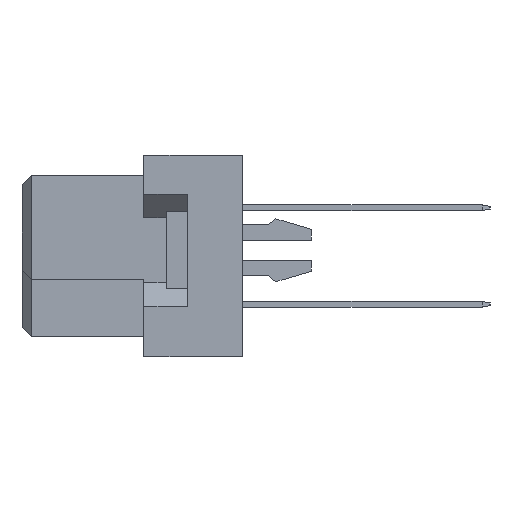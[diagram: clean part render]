
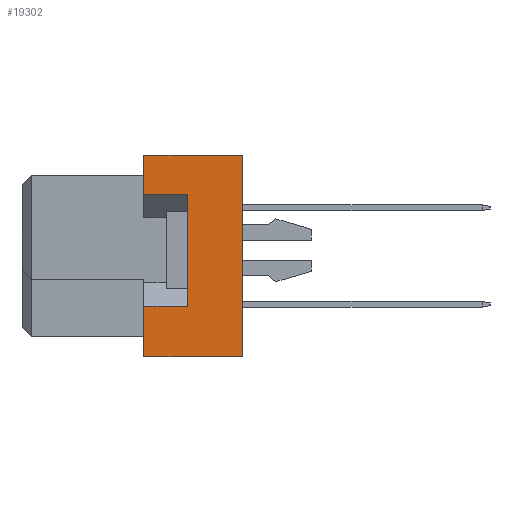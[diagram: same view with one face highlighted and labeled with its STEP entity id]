
A CAD part, left-side view. The second image highlights one B-rep face of the part: STEP entity #19302.
In plain terms, the highlighted planar face has unit normal (-1, 0, 0).
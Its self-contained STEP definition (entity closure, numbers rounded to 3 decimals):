
#716 = LINE ( 'NONE', #34501, #38971 ) ;
#1461 = LINE ( 'NONE', #26655, #35373 ) ;
#1569 = CARTESIAN_POINT ( 'NONE',  ( -47.5, -8.7, 3.25 ) ) ;
#2739 = EDGE_CURVE ( 'NONE', #36037, #37445, #17465, .T. ) ;
#3185 = EDGE_LOOP ( 'NONE', ( #8701, #40226, #38586, #19472, #34725, #34714, #4520, #4036 ) ) ;
#4036 = ORIENTED_EDGE ( 'NONE', *, *, #19297, .F. ) ;
#4520 = ORIENTED_EDGE ( 'NONE', *, *, #27033, .F. ) ;
#5651 = AXIS2_PLACEMENT_3D ( 'NONE', #6262, #18753, #31240 ) ;
#6262 = CARTESIAN_POINT ( 'NONE',  ( -47.5, -11.6, 5.3 ) ) ;
#6780 = EDGE_CURVE ( 'NONE', #13507, #9057, #38942, .T. ) ;
#6854 = DIRECTION ( 'NONE',  ( 0., 1., 0. ) ) ;
#8625 = EDGE_CURVE ( 'NONE', #13507, #36037, #31985, .T. ) ;
#8701 = ORIENTED_EDGE ( 'NONE', *, *, #34728, .T. ) ;
#8846 = VECTOR ( 'NONE', #13790, 1000. ) ;
#9057 = VERTEX_POINT ( 'NONE', #16937 ) ;
#11134 = CARTESIAN_POINT ( 'NONE',  ( -47.5, -6.4, -5.3 ) ) ;
#11567 = LINE ( 'NONE', #32835, #19063 ) ;
#13507 = VERTEX_POINT ( 'NONE', #18249 ) ;
#13790 = DIRECTION ( 'NONE',  ( 0., 0., 1. ) ) ;
#14076 = VERTEX_POINT ( 'NONE', #32050 ) ;
#14427 = DIRECTION ( 'NONE',  ( 0., 1., 0. ) ) ;
#16475 = LINE ( 'NONE', #28749, #37734 ) ;
#16834 = CARTESIAN_POINT ( 'NONE',  ( -47.5, -6.4, 5.3 ) ) ;
#16912 = VERTEX_POINT ( 'NONE', #16834 ) ;
#16937 = CARTESIAN_POINT ( 'NONE',  ( -47.5, -11.6, 5.3 ) ) ;
#17115 = CARTESIAN_POINT ( 'NONE',  ( -47.5, -6.4, -5.3 ) ) ;
#17465 = LINE ( 'NONE', #11134, #36673 ) ;
#18249 = CARTESIAN_POINT ( 'NONE',  ( -47.5, -11.6, -5.3 ) ) ;
#18753 = DIRECTION ( 'NONE',  ( -1., 0., 0. ) ) ;
#18950 = DIRECTION ( 'NONE',  ( 0., 0., 1. ) ) ;
#19063 = VECTOR ( 'NONE', #14427, 1000. ) ;
#19297 = EDGE_CURVE ( 'NONE', #14076, #35546, #716, .T. ) ;
#19302 = ADVANCED_FACE ( 'NONE', ( #34302 ), #37569, .T. ) ;
#19304 = DIRECTION ( 'NONE',  ( 0., 1., 0. ) ) ;
#19472 = ORIENTED_EDGE ( 'NONE', *, *, #6780, .T. ) ;
#19925 = VECTOR ( 'NONE', #36141, 1000. ) ;
#26055 = CARTESIAN_POINT ( 'NONE',  ( -47.5, -6.4, -5.3 ) ) ;
#26069 = CARTESIAN_POINT ( 'NONE',  ( -47.5, -11.6, 5.3 ) ) ;
#26655 = CARTESIAN_POINT ( 'NONE',  ( -47.5, -11.6, 5.3 ) ) ;
#27033 = EDGE_CURVE ( 'NONE', #35546, #37893, #16475, .T. ) ;
#28749 = CARTESIAN_POINT ( 'NONE',  ( -47.5, -8.7, 3.25 ) ) ;
#28793 = CARTESIAN_POINT ( 'NONE',  ( -47.5, -6.4, 3.25 ) ) ;
#29746 = DIRECTION ( 'NONE',  ( 0., 0., 1. ) ) ;
#31240 = DIRECTION ( 'NONE',  ( 0., 0., 1. ) ) ;
#31985 = LINE ( 'NONE', #37508, #33021 ) ;
#32050 = CARTESIAN_POINT ( 'NONE',  ( -47.5, -8.7, -2.65 ) ) ;
#32242 = EDGE_CURVE ( 'NONE', #9057, #16912, #1461, .T. ) ;
#32319 = CARTESIAN_POINT ( 'NONE',  ( -47.5, -6.4, -2.65 ) ) ;
#32835 = CARTESIAN_POINT ( 'NONE',  ( -47.5, -8.7, -2.65 ) ) ;
#33021 = VECTOR ( 'NONE', #19304, 1000. ) ;
#34302 = FACE_OUTER_BOUND ( 'NONE', #3185, .T. ) ;
#34501 = CARTESIAN_POINT ( 'NONE',  ( -47.5, -8.7, -2.65 ) ) ;
#34714 = ORIENTED_EDGE ( 'NONE', *, *, #37943, .F. ) ;
#34725 = ORIENTED_EDGE ( 'NONE', *, *, #32242, .T. ) ;
#34728 = EDGE_CURVE ( 'NONE', #14076, #37445, #11567, .T. ) ;
#35373 = VECTOR ( 'NONE', #39114, 1000. ) ;
#35546 = VERTEX_POINT ( 'NONE', #1569 ) ;
#36037 = VERTEX_POINT ( 'NONE', #26055 ) ;
#36141 = DIRECTION ( 'NONE',  ( 0., 0., 1. ) ) ;
#36673 = VECTOR ( 'NONE', #29746, 1000. ) ;
#37445 = VERTEX_POINT ( 'NONE', #32319 ) ;
#37508 = CARTESIAN_POINT ( 'NONE',  ( -47.5, -11.6, -5.3 ) ) ;
#37569 = PLANE ( 'NONE',  #5651 ) ;
#37734 = VECTOR ( 'NONE', #6854, 1000. ) ;
#37893 = VERTEX_POINT ( 'NONE', #28793 ) ;
#37943 = EDGE_CURVE ( 'NONE', #37893, #16912, #38594, .T. ) ;
#38586 = ORIENTED_EDGE ( 'NONE', *, *, #8625, .F. ) ;
#38594 = LINE ( 'NONE', #17115, #19925 ) ;
#38942 = LINE ( 'NONE', #26069, #8846 ) ;
#38971 = VECTOR ( 'NONE', #18950, 1000. ) ;
#39114 = DIRECTION ( 'NONE',  ( 0., 1., 0. ) ) ;
#40226 = ORIENTED_EDGE ( 'NONE', *, *, #2739, .F. ) ;
